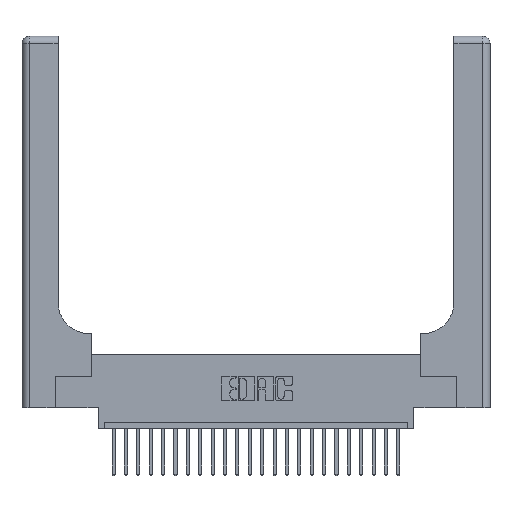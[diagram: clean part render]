
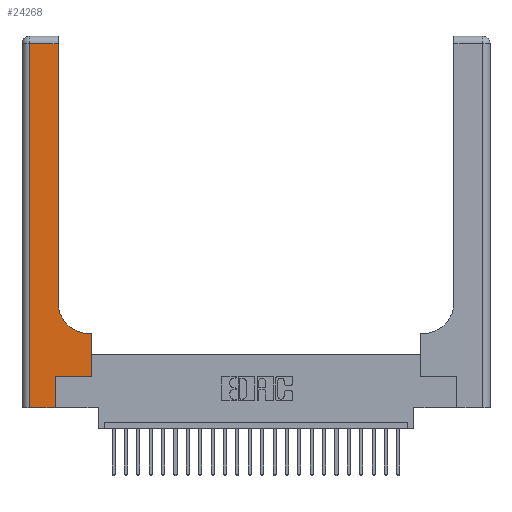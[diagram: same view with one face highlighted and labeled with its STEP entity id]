
A CAD part, top view. The second image highlights one B-rep face of the part: STEP entity #24268.
In plain terms, the highlighted planar face has unit normal (0, 0, 1).
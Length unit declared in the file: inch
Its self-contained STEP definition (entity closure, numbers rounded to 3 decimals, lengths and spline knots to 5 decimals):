
#311 = CARTESIAN_POINT ( 'NONE',  ( 0.2915, 2.94, 0.37 ) ) ;
#318 = DIRECTION ( 'NONE',  ( 1., 0., 0. ) ) ;
#712 = LINE ( 'NONE', #12188, #21337 ) ;
#1041 = CARTESIAN_POINT ( 'NONE',  ( 0.269, 0., 0.37 ) ) ;
#1881 = CARTESIAN_POINT ( 'NONE',  ( 0.269, 0., 0.37 ) ) ;
#1900 = VECTOR ( 'NONE', #6620, 39.37008 ) ;
#2169 = DIRECTION ( 'NONE',  ( 1., 0., 0. ) ) ;
#2611 = CARTESIAN_POINT ( 'NONE',  ( 0.2915, 0.6, 0.37 ) ) ;
#2764 = VERTEX_POINT ( 'NONE', #21037 ) ;
#3236 = CARTESIAN_POINT ( 'NONE',  ( 0.5415, 0.6, 0.37 ) ) ;
#3312 = DIRECTION ( 'NONE',  ( 0., 0., -1. ) ) ;
#3636 = DIRECTION ( 'NONE',  ( 0., 1., 0. ) ) ;
#4655 = VERTEX_POINT ( 'NONE', #1881 ) ;
#4684 = ORIENTED_EDGE ( 'NONE', *, *, #12250, .T. ) ;
#5240 = CARTESIAN_POINT ( 'NONE',  ( 0., 3., 0.37 ) ) ;
#5948 = ORIENTED_EDGE ( 'NONE', *, *, #20254, .T. ) ;
#6406 = VECTOR ( 'NONE', #18783, 39.37008 ) ;
#6616 = CARTESIAN_POINT ( 'NONE',  ( 0.269, 0.25, 0.37 ) ) ;
#6620 = DIRECTION ( 'NONE',  ( -1., 0., 0. ) ) ;
#6894 = LINE ( 'NONE', #2611, #1900 ) ;
#6904 = VERTEX_POINT ( 'NONE', #16156 ) ;
#7005 = VECTOR ( 'NONE', #318, 39.37008 ) ;
#7059 = VECTOR ( 'NONE', #3636, 39.37008 ) ;
#7296 = ORIENTED_EDGE ( 'NONE', *, *, #24950, .T. ) ;
#7333 = VERTEX_POINT ( 'NONE', #311 ) ;
#7431 = CARTESIAN_POINT ( 'NONE',  ( 0.5585, 0.6, 0.37 ) ) ;
#7472 = CARTESIAN_POINT ( 'NONE',  ( 0.2915, 3., 0.37 ) ) ;
#8141 = EDGE_CURVE ( 'NONE', #19663, #2764, #17426, .T. ) ;
#8167 = EDGE_CURVE ( 'NONE', #4655, #10533, #16795, .T. ) ;
#8485 = ORIENTED_EDGE ( 'NONE', *, *, #11132, .T. ) ;
#9302 = VERTEX_POINT ( 'NONE', #7431 ) ;
#10019 = DIRECTION ( 'NONE',  ( 0., 1., 0. ) ) ;
#10112 = LINE ( 'NONE', #11181, #11679 ) ;
#10533 = VERTEX_POINT ( 'NONE', #22154 ) ;
#10988 = CARTESIAN_POINT ( 'NONE',  ( 0., 2.94, 0.37 ) ) ;
#11132 = EDGE_CURVE ( 'NONE', #7333, #17186, #22613, .T. ) ;
#11181 = CARTESIAN_POINT ( 'NONE',  ( 0.06, 3., 0.37 ) ) ;
#11679 = VECTOR ( 'NONE', #19067, 39.37008 ) ;
#12188 = CARTESIAN_POINT ( 'NONE',  ( 0.5585, 0.25, 0.37 ) ) ;
#12250 = EDGE_CURVE ( 'NONE', #6904, #4655, #15982, .T. ) ;
#12797 = AXIS2_PLACEMENT_3D ( 'NONE', #5240, #3312, #21446 ) ;
#13696 = VECTOR ( 'NONE', #24766, 39.37008 ) ;
#13955 = DIRECTION ( 'NONE',  ( 1., 0., 0. ) ) ;
#15445 = LINE ( 'NONE', #6616, #7005 ) ;
#15688 = VECTOR ( 'NONE', #13955, 39.37008 ) ;
#15982 = LINE ( 'NONE', #16204, #15688 ) ;
#16002 = EDGE_CURVE ( 'NONE', #9302, #19663, #6894, .T. ) ;
#16156 = CARTESIAN_POINT ( 'NONE',  ( 0.06, 0., 0.37 ) ) ;
#16204 = CARTESIAN_POINT ( 'NONE',  ( 0., 0., 0.37 ) ) ;
#16223 = LINE ( 'NONE', #7472, #7059 ) ;
#16795 = LINE ( 'NONE', #1041, #13696 ) ;
#16897 = EDGE_LOOP ( 'NONE', ( #7296, #8485, #5948, #4684, #25182, #24395, #24609, #24638, #25073 ) ) ;
#17186 = VERTEX_POINT ( 'NONE', #18568 ) ;
#17281 = DIRECTION ( 'NONE',  ( 0., 0., -1. ) ) ;
#17426 = CIRCLE ( 'NONE', #19322, 0.25 ) ;
#18428 = FACE_OUTER_BOUND ( 'NONE', #16897, .T. ) ;
#18479 = CARTESIAN_POINT ( 'NONE',  ( 0.5415, 0.85, 0.37 ) ) ;
#18568 = CARTESIAN_POINT ( 'NONE',  ( 0.06, 2.94, 0.37 ) ) ;
#18783 = DIRECTION ( 'NONE',  ( -1., 0., 0. ) ) ;
#18993 = PLANE ( 'NONE',  #12797 ) ;
#19067 = DIRECTION ( 'NONE',  ( 0., -1., 0. ) ) ;
#19322 = AXIS2_PLACEMENT_3D ( 'NONE', #18479, #17281, #2169 ) ;
#19663 = VERTEX_POINT ( 'NONE', #3236 ) ;
#19790 = EDGE_CURVE ( 'NONE', #10533, #25229, #15445, .T. ) ;
#20254 = EDGE_CURVE ( 'NONE', #17186, #6904, #10112, .T. ) ;
#20361 = CARTESIAN_POINT ( 'NONE',  ( 0.5585, 0.25, 0.37 ) ) ;
#20481 = EDGE_CURVE ( 'NONE', #25229, #9302, #712, .T. ) ;
#21037 = CARTESIAN_POINT ( 'NONE',  ( 0.2915, 0.85, 0.37 ) ) ;
#21337 = VECTOR ( 'NONE', #10019, 39.37008 ) ;
#21446 = DIRECTION ( 'NONE',  ( -1., 0., 0. ) ) ;
#22154 = CARTESIAN_POINT ( 'NONE',  ( 0.269, 0.25, 0.37 ) ) ;
#22613 = LINE ( 'NONE', #10988, #6406 ) ;
#24268 = ADVANCED_FACE ( 'NONE', ( #18428 ), #18993, .F. ) ;
#24395 = ORIENTED_EDGE ( 'NONE', *, *, #19790, .T. ) ;
#24609 = ORIENTED_EDGE ( 'NONE', *, *, #20481, .T. ) ;
#24638 = ORIENTED_EDGE ( 'NONE', *, *, #16002, .T. ) ;
#24766 = DIRECTION ( 'NONE',  ( 0., 1., 0. ) ) ;
#24950 = EDGE_CURVE ( 'NONE', #2764, #7333, #16223, .T. ) ;
#25073 = ORIENTED_EDGE ( 'NONE', *, *, #8141, .T. ) ;
#25182 = ORIENTED_EDGE ( 'NONE', *, *, #8167, .T. ) ;
#25229 = VERTEX_POINT ( 'NONE', #20361 ) ;
